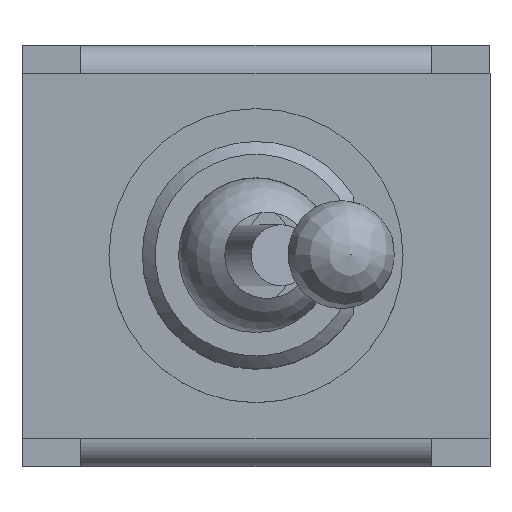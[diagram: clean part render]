
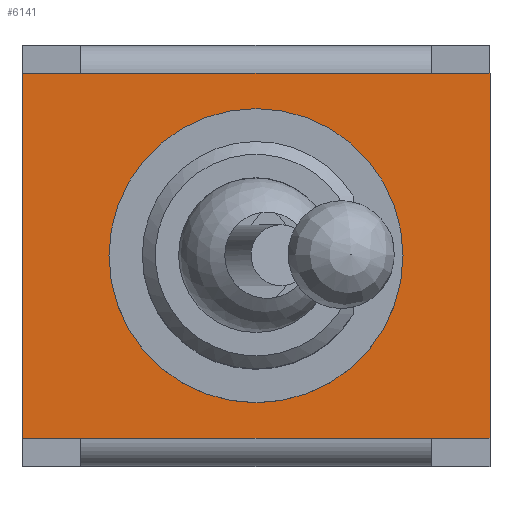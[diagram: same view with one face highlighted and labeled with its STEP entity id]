
A CAD part, top view. The second image highlights one B-rep face of the part: STEP entity #6141.
In plain terms, the highlighted planar face has unit normal (0, 0, 1).
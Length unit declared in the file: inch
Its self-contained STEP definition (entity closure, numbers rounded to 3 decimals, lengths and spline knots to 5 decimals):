
#48=FACE_BOUND('',#598,.T.);
#233=FACE_OUTER_BOUND('',#597,.T.);
#597=EDGE_LOOP('',(#4270,#4271,#4272,#4273,#4274,#4275,#4276,#4277));
#598=EDGE_LOOP('',(#4278));
#1092=LINE('',#9218,#1824);
#1093=LINE('',#9221,#1825);
#1094=LINE('',#9223,#1826);
#1095=LINE('',#9225,#1827);
#1096=LINE('',#9227,#1828);
#1097=LINE('',#9229,#1829);
#1098=LINE('',#9231,#1830);
#1099=LINE('',#9232,#1831);
#1824=VECTOR('',#7338,0.3937);
#1825=VECTOR('',#7341,0.3937);
#1826=VECTOR('',#7342,0.3937);
#1827=VECTOR('',#7343,0.3937);
#1828=VECTOR('',#7344,0.3937);
#1829=VECTOR('',#7345,0.3937);
#1830=VECTOR('',#7346,0.3937);
#1831=VECTOR('',#7347,0.3937);
#2416=CIRCLE('',#6559,0.15709);
#2664=VERTEX_POINT('',#9214);
#2665=VERTEX_POINT('',#9216);
#2666=VERTEX_POINT('',#9220);
#2667=VERTEX_POINT('',#9222);
#2668=VERTEX_POINT('',#9224);
#2669=VERTEX_POINT('',#9226);
#2670=VERTEX_POINT('',#9228);
#2671=VERTEX_POINT('',#9230);
#2672=VERTEX_POINT('',#9233);
#3284=EDGE_CURVE('',#2664,#2665,#1092,.T.);
#3285=EDGE_CURVE('',#2665,#2666,#1093,.T.);
#3286=EDGE_CURVE('',#2666,#2667,#1094,.T.);
#3287=EDGE_CURVE('',#2668,#2667,#1095,.T.);
#3288=EDGE_CURVE('',#2669,#2668,#1096,.T.);
#3289=EDGE_CURVE('',#2669,#2670,#1097,.T.);
#3290=EDGE_CURVE('',#2670,#2671,#1098,.T.);
#3291=EDGE_CURVE('',#2664,#2671,#1099,.T.);
#3292=EDGE_CURVE('',#2672,#2672,#2416,.T.);
#4270=ORIENTED_EDGE('',*,*,#3284,.T.);
#4271=ORIENTED_EDGE('',*,*,#3285,.T.);
#4272=ORIENTED_EDGE('',*,*,#3286,.T.);
#4273=ORIENTED_EDGE('',*,*,#3287,.F.);
#4274=ORIENTED_EDGE('',*,*,#3288,.F.);
#4275=ORIENTED_EDGE('',*,*,#3289,.T.);
#4276=ORIENTED_EDGE('',*,*,#3290,.T.);
#4277=ORIENTED_EDGE('',*,*,#3291,.F.);
#4278=ORIENTED_EDGE('',*,*,#3292,.T.);
#5871=PLANE('',#6558);
#6141=ADVANCED_FACE('',(#233,#48),#5871,.T.);
#6558=AXIS2_PLACEMENT_3D('',#9219,#7339,#7340);
#6559=AXIS2_PLACEMENT_3D('',#9234,#7348,#7349);
#7338=DIRECTION('',(1.,0.,0.));
#7339=DIRECTION('center_axis',(0.,0.,
1.));
#7340=DIRECTION('ref_axis',(1.,0.,0.));
#7341=DIRECTION('',(1.,0.,0.));
#7342=DIRECTION('',(0.,1.,0.));
#7343=DIRECTION('',(1.,0.,0.));
#7344=DIRECTION('',(1.,0.,0.));
#7345=DIRECTION('',(-1.,0.,0.));
#7346=DIRECTION('',(0.,-1.,0.));
#7347=DIRECTION('',(-1.,0.,0.));
#7348=DIRECTION('center_axis',(0.,0.,
-1.));
#7349=DIRECTION('ref_axis',(-1.,0.,0.));
#9214=CARTESIAN_POINT('',(-0.18701,-0.19508,0.35));
#9216=CARTESIAN_POINT('',(0.18701,-0.19508,0.35));
#9218=CARTESIAN_POINT('',(0.,-0.19508,0.35));
#9219=CARTESIAN_POINT('Origin',(0.,0.19508,
0.35));
#9220=CARTESIAN_POINT('',(0.25,-0.19508,0.35));
#9221=CARTESIAN_POINT('',(0.18701,-0.19508,0.35));
#9222=CARTESIAN_POINT('',(0.25,0.19508,0.35));
#9223=CARTESIAN_POINT('',(0.25,-0.19508,0.35));
#9224=CARTESIAN_POINT('',(0.18701,0.19508,0.35));
#9225=CARTESIAN_POINT('',(0.18701,0.19508,0.35));
#9226=CARTESIAN_POINT('',(-0.18701,0.19508,0.35));
#9227=CARTESIAN_POINT('',(0.,0.19508,0.35));
#9228=CARTESIAN_POINT('',(-0.25,0.19508,0.35));
#9229=CARTESIAN_POINT('',(-0.18701,0.19508,0.35));
#9230=CARTESIAN_POINT('',(-0.25,-0.19508,0.35));
#9231=CARTESIAN_POINT('',(-0.25,-0.19508,0.35));
#9232=CARTESIAN_POINT('',(-0.18701,-0.19508,0.35));
#9233=CARTESIAN_POINT('',(0.15709,0.,0.35));
#9234=CARTESIAN_POINT('Origin',(0.,0.,
0.35));
